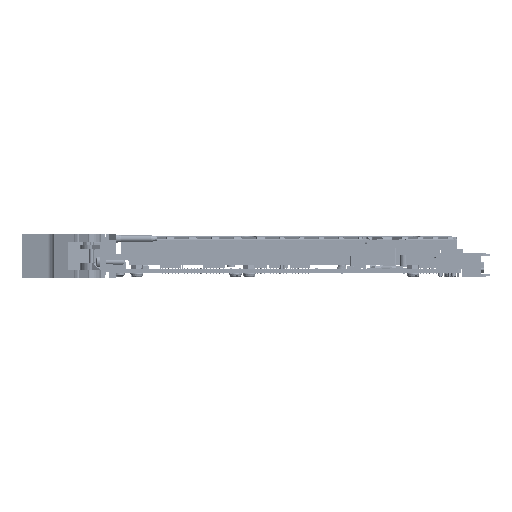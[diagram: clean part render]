
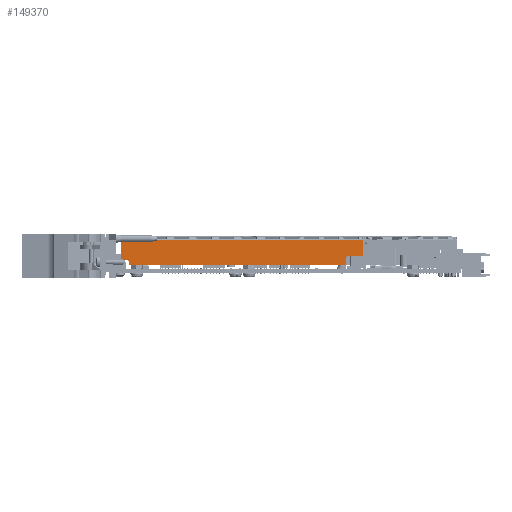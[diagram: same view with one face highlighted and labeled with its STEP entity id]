
A CAD part, front view. The second image highlights one B-rep face of the part: STEP entity #149370.
In plain terms, the highlighted planar face has unit normal (0, -1, 0).
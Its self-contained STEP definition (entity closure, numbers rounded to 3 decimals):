
#8197 = FACE_OUTER_BOUND ( 'NONE', #169238, .T. ) ;
#10704 = PLANE ( 'NONE',  #135685 ) ;
#10723 = CARTESIAN_POINT ( 'NONE',  ( 72.404, -39.858, -7.441 ) ) ;
#10724 = DIRECTION ( 'NONE',  ( 0., 1., 0. ) ) ;
#10725 = DIRECTION ( 'NONE',  ( 0., 0., 1. ) ) ;
#16465 = ORIENTED_EDGE ( 'NONE', *, *, #30756, .F. ) ;
#16469 = ORIENTED_EDGE ( 'NONE', *, *, #34379, .T. ) ;
#16473 = ORIENTED_EDGE ( 'NONE', *, *, #45993, .F. ) ;
#16476 = ORIENTED_EDGE ( 'NONE', *, *, #30710, .F. ) ;
#16479 = ORIENTED_EDGE ( 'NONE', *, *, #44421, .F. ) ;
#16482 = ORIENTED_EDGE ( 'NONE', *, *, #41783, .T. ) ;
#16486 = ORIENTED_EDGE ( 'NONE', *, *, #41371, .F. ) ;
#16489 = ORIENTED_EDGE ( 'NONE', *, *, #30680, .T. ) ;
#16492 = ORIENTED_EDGE ( 'NONE', *, *, #31259, .F. ) ;
#16495 = ORIENTED_EDGE ( 'NONE', *, *, #29346, .T. ) ;
#16498 = ORIENTED_EDGE ( 'NONE', *, *, #44668, .F. ) ;
#16500 = ORIENTED_EDGE ( 'NONE', *, *, #43811, .T. ) ;
#16504 = ORIENTED_EDGE ( 'NONE', *, *, #31655, .T. ) ;
#16508 = ORIENTED_EDGE ( 'NONE', *, *, #34421, .F. ) ;
#29346 = EDGE_CURVE ( 'NONE', #170973, #170961, #62084, .T. ) ;
#30680 = EDGE_CURVE ( 'NONE', #170969, #170977, #221660, .T. ) ;
#30710 = EDGE_CURVE ( 'NONE', #170995, #170997, #221685, .T. ) ;
#30756 = EDGE_CURVE ( 'NONE', #170990, #170960, #221719, .T. ) ;
#31179 = CARTESIAN_POINT ( 'NONE',  ( 22.668, -39.858, -3.441 ) ) ;
#31186 = DIRECTION ( 'NONE',  ( 0., 0., -1. ) ) ;
#31259 = EDGE_CURVE ( 'NONE', #170973, #170977, #221979, .T. ) ;
#31655 = EDGE_CURVE ( 'NONE', #170940, #170962, #222167, .T. ) ;
#32460 = CARTESIAN_POINT ( 'NONE',  ( 30.668, -39.858, -7.441 ) ) ;
#32467 = DIRECTION ( 'NONE',  ( 0., 0., 1. ) ) ;
#34379 = EDGE_CURVE ( 'NONE', #170990, #171001, #99681, .T. ) ;
#34421 = EDGE_CURVE ( 'NONE', #170960, #170962, #141209, .T. ) ;
#41371 = EDGE_CURVE ( 'NONE', #170969, #171006, #142319, .T. ) ;
#41783 = EDGE_CURVE ( 'NONE', #170993, #171006, #142943, .T. ) ;
#43811 = EDGE_CURVE ( 'NONE', #170964, #170940, #111473, .T. ) ;
#44421 = EDGE_CURVE ( 'NONE', #170993, #170995, #132781, .T. ) ;
#44668 = EDGE_CURVE ( 'NONE', #170964, #170961, #133465, .T. ) ;
#45993 = EDGE_CURVE ( 'NONE', #170997, #171001, #111585, .T. ) ;
#62084 = CIRCLE ( 'NONE', #125604, 1. ) ;
#83931 = CARTESIAN_POINT ( 'NONE',  ( -80.215, -39.858, -4.941 ) ) ;
#83937 = DIRECTION ( 'NONE',  ( -1., 0., 0. ) ) ;
#99681 = CIRCLE ( 'NONE', #126281, 1. ) ;
#108755 = CARTESIAN_POINT ( 'NONE',  ( -79.215, -39.858, -3.941 ) ) ;
#108756 = DIRECTION ( 'NONE',  ( 0., -1., 0. ) ) ;
#108757 = DIRECTION ( 'NONE',  ( 0., 0., 1. ) ) ;
#109154 = CARTESIAN_POINT ( 'NONE',  ( 72.404, -39.858, 3.823 ) ) ;
#109158 = DIRECTION ( 'NONE',  ( 1., 0., 0. ) ) ;
#111473 = CIRCLE ( 'NONE', #126353, 1. ) ;
#111585 = LINE ( 'NONE', #83931, #111591 ) ;
#111591 = VECTOR ( 'NONE', #83937, 1000. ) ;
#114218 = CARTESIAN_POINT ( 'NONE',  ( 30.668, -39.858, -3.441 ) ) ;
#114233 = DIRECTION ( 'NONE',  ( -1., 0., 0. ) ) ;
#116427 = CARTESIAN_POINT ( 'NONE',  ( 72.404, -39.858, -7.441 ) ) ;
#116429 = DIRECTION ( 'NONE',  ( -1., 0., 0. ) ) ;
#117122 = CARTESIAN_POINT ( 'NONE',  ( 21.668, -39.858, -6.441 ) ) ;
#117125 = DIRECTION ( 'NONE',  ( 0., -1., 0. ) ) ;
#117128 = DIRECTION ( 'NONE',  ( 0., 0., 1. ) ) ;
#117175 = CARTESIAN_POINT ( 'NONE',  ( -77.615, -39.858, -5.941 ) ) ;
#117176 = DIRECTION ( 'NONE',  ( 0., -1., 0. ) ) ;
#117178 = DIRECTION ( 'NONE',  ( -1., 0., 0. ) ) ;
#117304 = CARTESIAN_POINT ( 'NONE',  ( -80.215, -39.858, -7.441 ) ) ;
#117309 = DIRECTION ( 'NONE',  ( 0., 0., 1. ) ) ;
#118833 = CARTESIAN_POINT ( 'NONE',  ( -75.615, -39.858, -6.441 ) ) ;
#118836 = DIRECTION ( 'NONE',  ( 0., -1., 0. ) ) ;
#118838 = DIRECTION ( 'NONE',  ( 0., 0., 1. ) ) ;
#121529 = CARTESIAN_POINT ( 'NONE',  ( -76.615, -39.858, -5.941 ) ) ;
#121561 = DIRECTION ( 'NONE',  ( 0., 0., 1. ) ) ;
#125604 = AXIS2_PLACEMENT_3D ( 'NONE', #198816, #198819, #198821 ) ;
#125841 = AXIS2_PLACEMENT_3D ( 'NONE', #117122, #117125, #117128 ) ;
#125845 = AXIS2_PLACEMENT_3D ( 'NONE', #117175, #117176, #117178 ) ;
#126281 = AXIS2_PLACEMENT_3D ( 'NONE', #108755, #108756, #108757 ) ;
#126353 = AXIS2_PLACEMENT_3D ( 'NONE', #155363, #155364, #155366 ) ;
#129004 = AXIS2_PLACEMENT_3D ( 'NONE', #118833, #118836, #118838 ) ;
#132781 = LINE ( 'NONE', #121529, #132784 ) ;
#132784 = VECTOR ( 'NONE', #121561, 1000. ) ;
#133465 = LINE ( 'NONE', #114218, #133473 ) ;
#133473 = VECTOR ( 'NONE', #114233, 1000. ) ;
#135685 = AXIS2_PLACEMENT_3D ( 'NONE', #10723, #10724, #10725 ) ;
#141203 = VECTOR ( 'NONE', #109158, 1000. ) ;
#141209 = LINE ( 'NONE', #109154, #141203 ) ;
#142319 = LINE ( 'NONE', #116427, #142322 ) ;
#142322 = VECTOR ( 'NONE', #116429, 1000. ) ;
#142943 = CIRCLE ( 'NONE', #129004, 1. ) ;
#149370 = ADVANCED_FACE ( 'NONE', ( #8197 ), #10704, .F. ) ;
#155363 = CARTESIAN_POINT ( 'NONE',  ( 29.668, -39.858, -2.441 ) ) ;
#155364 = DIRECTION ( 'NONE',  ( 0., -1., 0. ) ) ;
#155366 = DIRECTION ( 'NONE',  ( 0., 0., 1. ) ) ;
#169238 = EDGE_LOOP ( 'NONE', ( #16465, #16469, #16473, #16476, #16479, #16482, #16486, #16489, #16492, #16495, #16498, #16500, #16504, #16508 ) ) ;
#170940 = VERTEX_POINT ( 'NONE', #202167 ) ;
#170960 = VERTEX_POINT ( 'NONE', #202195 ) ;
#170961 = VERTEX_POINT ( 'NONE', #202198 ) ;
#170962 = VERTEX_POINT ( 'NONE', #202200 ) ;
#170964 = VERTEX_POINT ( 'NONE', #202205 ) ;
#170969 = VERTEX_POINT ( 'NONE', #202211 ) ;
#170973 = VERTEX_POINT ( 'NONE', #202216 ) ;
#170977 = VERTEX_POINT ( 'NONE', #202224 ) ;
#170990 = VERTEX_POINT ( 'NONE', #202240 ) ;
#170993 = VERTEX_POINT ( 'NONE', #202242 ) ;
#170995 = VERTEX_POINT ( 'NONE', #202245 ) ;
#170997 = VERTEX_POINT ( 'NONE', #202247 ) ;
#171001 = VERTEX_POINT ( 'NONE', #202253 ) ;
#171006 = VERTEX_POINT ( 'NONE', #202258 ) ;
#198816 = CARTESIAN_POINT ( 'NONE',  ( 23.668, -39.858, -4.441 ) ) ;
#198819 = DIRECTION ( 'NONE',  ( 0., 1., 0. ) ) ;
#198821 = DIRECTION ( 'NONE',  ( 0., 0., 1. ) ) ;
#202167 = CARTESIAN_POINT ( 'NONE',  ( 30.668, -39.858, -2.441 ) ) ;
#202195 = CARTESIAN_POINT ( 'NONE',  ( -80.215, -39.858, 3.823 ) ) ;
#202198 = CARTESIAN_POINT ( 'NONE',  ( 23.668, -39.858, -3.441 ) ) ;
#202200 = CARTESIAN_POINT ( 'NONE',  ( 30.668, -39.858, 3.823 ) ) ;
#202205 = CARTESIAN_POINT ( 'NONE',  ( 29.668, -39.858, -3.441 ) ) ;
#202211 = CARTESIAN_POINT ( 'NONE',  ( 21.668, -39.858, -7.441 ) ) ;
#202216 = CARTESIAN_POINT ( 'NONE',  ( 22.668, -39.858, -4.441 ) ) ;
#202224 = CARTESIAN_POINT ( 'NONE',  ( 22.668, -39.858, -6.441 ) ) ;
#202240 = CARTESIAN_POINT ( 'NONE',  ( -80.215, -39.858, -3.941 ) ) ;
#202242 = CARTESIAN_POINT ( 'NONE',  ( -76.615, -39.858, -6.441 ) ) ;
#202245 = CARTESIAN_POINT ( 'NONE',  ( -76.615, -39.858, -5.941 ) ) ;
#202247 = CARTESIAN_POINT ( 'NONE',  ( -77.615, -39.858, -4.941 ) ) ;
#202253 = CARTESIAN_POINT ( 'NONE',  ( -79.215, -39.858, -4.941 ) ) ;
#202258 = CARTESIAN_POINT ( 'NONE',  ( -75.615, -39.858, -7.441 ) ) ;
#221660 = CIRCLE ( 'NONE', #125841, 1. ) ;
#221685 = CIRCLE ( 'NONE', #125845, 1. ) ;
#221719 = LINE ( 'NONE', #117304, #221725 ) ;
#221725 = VECTOR ( 'NONE', #117309, 1000. ) ;
#221979 = LINE ( 'NONE', #31179, #221981 ) ;
#221981 = VECTOR ( 'NONE', #31186, 1000. ) ;
#222167 = LINE ( 'NONE', #32460, #222169 ) ;
#222169 = VECTOR ( 'NONE', #32467, 1000. ) ;
